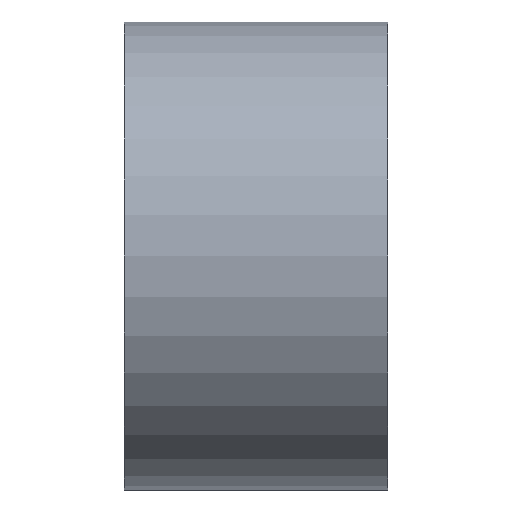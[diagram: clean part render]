
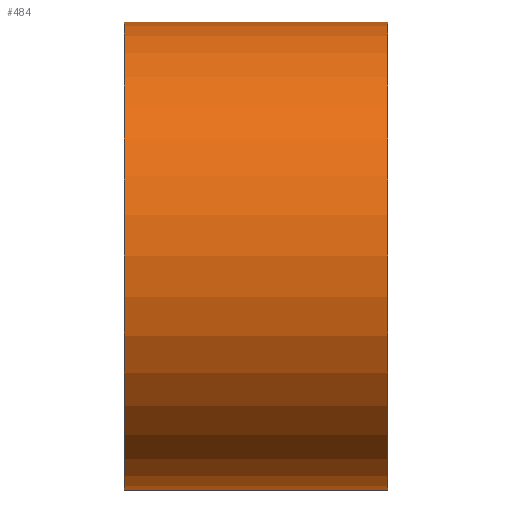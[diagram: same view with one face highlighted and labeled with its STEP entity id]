
A CAD part, left-side view. The second image highlights one B-rep face of the part: STEP entity #484.
In plain terms, the highlighted cylindrical face has radius 3.493 mm (diameter 6.985 mm), a partial arc.
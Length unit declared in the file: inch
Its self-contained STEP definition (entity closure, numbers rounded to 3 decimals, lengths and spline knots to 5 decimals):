
#2 = DIRECTION ( 'NONE',  ( 0., 0., 1. ) ) ;
#14 = EDGE_CURVE ( 'NONE', #465, #324, #236, .T. ) ;
#21 = FACE_OUTER_BOUND ( 'NONE', #464, .T. ) ;
#30 = VECTOR ( 'NONE', #44, 39.37008 ) ;
#44 = DIRECTION ( 'NONE',  ( 0., 1., 0. ) ) ;
#45 = ORIENTED_EDGE ( 'NONE', *, *, #14, .F. ) ;
#48 = EDGE_CURVE ( 'NONE', #400, #324, #431, .T. ) ;
#54 = ORIENTED_EDGE ( 'NONE', *, *, #172, .T. ) ;
#71 = CIRCLE ( 'NONE', #393, 0.1375 ) ;
#78 = DIRECTION ( 'NONE',  ( 0., 0., 1. ) ) ;
#109 = AXIS2_PLACEMENT_3D ( 'NONE', #190, #418, #78 ) ;
#121 = ORIENTED_EDGE ( 'NONE', *, *, #480, .F. ) ;
#124 = CARTESIAN_POINT ( 'NONE',  ( 0., 0.155, -0.1375 ) ) ;
#163 = CARTESIAN_POINT ( 'NONE',  ( 0., 2.16145, 0. ) ) ;
#171 = CARTESIAN_POINT ( 'NONE',  ( 0., 0., 0.1375 ) ) ;
#172 = EDGE_CURVE ( 'NONE', #244, #400, #71, .T. ) ;
#190 = CARTESIAN_POINT ( 'NONE',  ( 0., 0.155, 0. ) ) ;
#199 = DIRECTION ( 'NONE',  ( 0., 0., 1. ) ) ;
#215 = VECTOR ( 'NONE', #428, 39.37008 ) ;
#220 = DIRECTION ( 'NONE',  ( 0., 1., 0. ) ) ;
#222 = CARTESIAN_POINT ( 'NONE',  ( 0., 0., -0.1375 ) ) ;
#225 = ORIENTED_EDGE ( 'NONE', *, *, #48, .T. ) ;
#236 = CIRCLE ( 'NONE', #109, 0.1375 ) ;
#244 = VERTEX_POINT ( 'NONE', #222 ) ;
#261 = CARTESIAN_POINT ( 'NONE',  ( 0., 2.16145, 0.1375 ) ) ;
#299 = CYLINDRICAL_SURFACE ( 'NONE', #467, 0.1375 ) ;
#310 = LINE ( 'NONE', #390, #215 ) ;
#324 = VERTEX_POINT ( 'NONE', #459 ) ;
#385 = DIRECTION ( 'NONE',  ( 0., 1., 0. ) ) ;
#390 = CARTESIAN_POINT ( 'NONE',  ( 0., 2.16145, -0.1375 ) ) ;
#393 = AXIS2_PLACEMENT_3D ( 'NONE', #452, #220, #2 ) ;
#400 = VERTEX_POINT ( 'NONE', #171 ) ;
#418 = DIRECTION ( 'NONE',  ( 0., 1., 0. ) ) ;
#428 = DIRECTION ( 'NONE',  ( 0., 1., 0. ) ) ;
#431 = LINE ( 'NONE', #261, #30 ) ;
#452 = CARTESIAN_POINT ( 'NONE',  ( 0., 0., 0. ) ) ;
#459 = CARTESIAN_POINT ( 'NONE',  ( 0., 0.155, 0.1375 ) ) ;
#464 = EDGE_LOOP ( 'NONE', ( #121, #54, #225, #45 ) ) ;
#465 = VERTEX_POINT ( 'NONE', #124 ) ;
#467 = AXIS2_PLACEMENT_3D ( 'NONE', #163, #385, #199 ) ;
#480 = EDGE_CURVE ( 'NONE', #244, #465, #310, .T. ) ;
#484 = ADVANCED_FACE ( 'NONE', ( #21 ), #299, .T. ) ;
